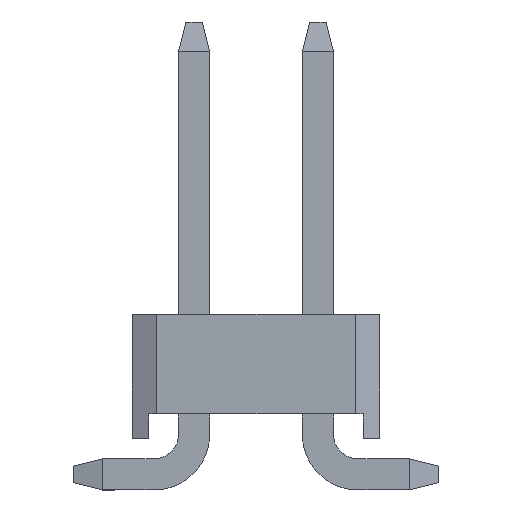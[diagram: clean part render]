
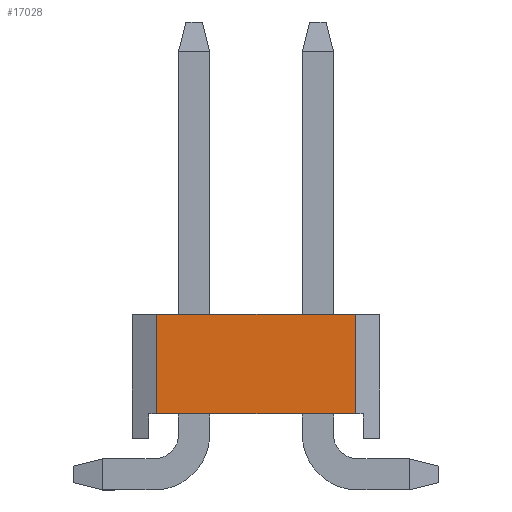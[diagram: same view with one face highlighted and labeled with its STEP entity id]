
A CAD part, front view. The second image highlights one B-rep face of the part: STEP entity #17028.
In plain terms, the highlighted face is planar.
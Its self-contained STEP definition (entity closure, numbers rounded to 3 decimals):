
#1068=ORIENTED_EDGE('',*,*,#4238,.F.);
#1069=ORIENTED_EDGE('',*,*,#3730,.T.);
#1070=ORIENTED_EDGE('',*,*,#4279,.T.);
#1071=ORIENTED_EDGE('',*,*,#4069,.T.);
#3730=EDGE_CURVE('',#5479,#5478,#6574,.T.);
#4069=EDGE_CURVE('',#5779,#5778,#6913,.T.);
#4238=EDGE_CURVE('',#5479,#5778,#7082,.T.);
#4279=EDGE_CURVE('',#5478,#5779,#7123,.T.);
#5478=VERTEX_POINT('',#21837);
#5479=VERTEX_POINT('',#21839);
#5778=VERTEX_POINT('',#22516);
#5779=VERTEX_POINT('',#22518);
#6574=LINE('',#21838,#8218);
#6913=LINE('',#22517,#8557);
#7082=LINE('',#22829,#8726);
#7123=LINE('',#22896,#8767);
#8218=VECTOR('',#18530,1000.);
#8557=VECTOR('',#18949,1000.);
#8726=VECTOR('',#19170,1000.);
#8767=VECTOR('',#19263,1000.);
#9966=EDGE_LOOP('',(#1068,#1069,#1070,#1071));
#10724=FACE_BOUND('',#9966,.T.);
#11430=PLANE('',#17741);
#17028=ADVANCED_FACE('',(#10724),#11430,.T.);
#17741=AXIS2_PLACEMENT_3D('',#22897,#19264,#19265);
#18530=DIRECTION('',(0.,-1.,0.));
#18949=DIRECTION('',(0.,1.,0.));
#19170=DIRECTION('',(0.,0.,1.));
#19263=DIRECTION('',(0.,0.,1.));
#19264=DIRECTION('',(-1.,0.,0.));
#19265=DIRECTION('',(0.,0.,1.));
#21837=CARTESIAN_POINT('',(-16.51,-2.04,-0.77));
#21838=CARTESIAN_POINT('',(-16.51,-2.54,-0.77));
#21839=CARTESIAN_POINT('',(-16.51,2.04,-0.77));
#22516=CARTESIAN_POINT('',(-16.51,2.04,1.27));
#22517=CARTESIAN_POINT('',(-16.51,-2.54,1.27));
#22518=CARTESIAN_POINT('',(-16.51,-2.04,1.27));
#22829=CARTESIAN_POINT('',(-16.51,2.04,-32.481));
#22896=CARTESIAN_POINT('',(-16.51,-2.04,-32.481));
#22897=CARTESIAN_POINT('',(-16.51,-2.54,-1.27));
